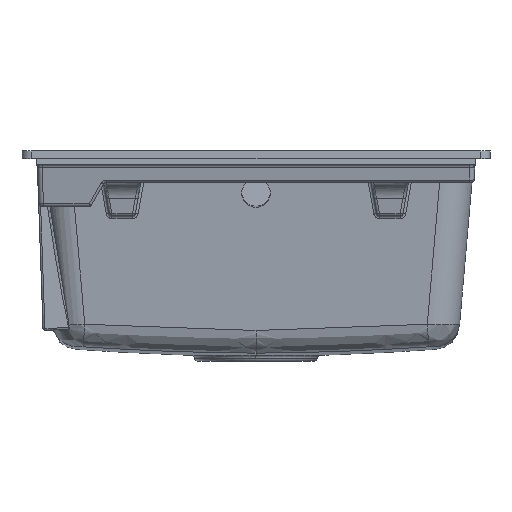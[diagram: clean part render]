
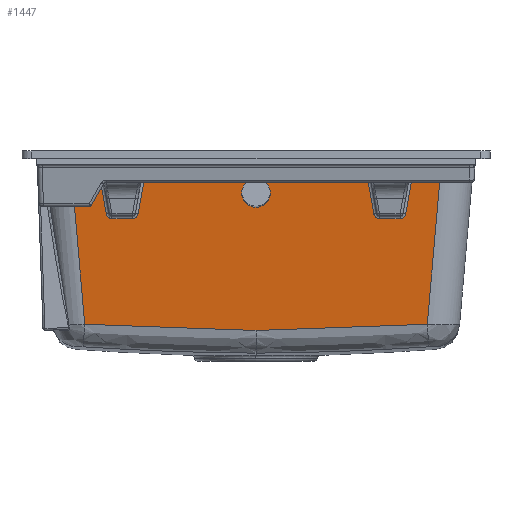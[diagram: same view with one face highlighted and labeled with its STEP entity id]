
A CAD part, left-side view. The second image highlights one B-rep face of the part: STEP entity #1447.
In plain terms, the highlighted planar face has unit normal (-0.996, 0, -0.087).
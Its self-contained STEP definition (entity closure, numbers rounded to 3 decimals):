
#473=B_SPLINE_CURVE_WITH_KNOTS('',3,(#16362,#16363,#16364,#16365),
 .UNSPECIFIED.,.F.,.F.,(4,4),(0.,1.),.UNSPECIFIED.);
#476=B_SPLINE_CURVE_WITH_KNOTS('',3,(#16413,#16414,#16415,#16416),
 .UNSPECIFIED.,.F.,.F.,(4,4),(0.,1.),.UNSPECIFIED.);
#533=B_SPLINE_CURVE_WITH_KNOTS('',3,(#20518,#20519,#20520,#20521,#20522,
#20523,#20524,#20525),.UNSPECIFIED.,.F.,.F.,(4,2,2,4),(0.,0.25,0.5,1.),
 .UNSPECIFIED.);
#535=B_SPLINE_CURVE_WITH_KNOTS('',3,(#20620,#20621,#20622,#20623,#20624,
#20625,#20626,#20627),.UNSPECIFIED.,.F.,.F.,(4,2,2,4),(0.,0.5,0.75,1.),
 .UNSPECIFIED.);
#583=ELLIPSE('',#6567,6.023,6.);
#584=ELLIPSE('',#6576,6.023,6.);
#585=ELLIPSE('',#6578,6.023,6.);
#586=ELLIPSE('',#6587,6.023,6.);
#737=FACE_BOUND('',#2329,.T.);
#738=FACE_BOUND('',#2330,.T.);
#745=CIRCLE('',#6244,15.);
#1447=ADVANCED_FACE('',(#737,#738),#1523,.T.);
#1523=PLANE('',#6816);
#2329=EDGE_LOOP('',(#4061,#4062,#4063,#4064,#4065,#4066,#4067,#4068,#4069,
#4070,#4071,#4072,#4073,#4074,#4075,#4076,#4077,#4078));
#2330=EDGE_LOOP('',(#4079));
#4061=ORIENTED_EDGE('',*,*,#5642,.T.);
#4062=ORIENTED_EDGE('',*,*,#5639,.T.);
#4063=ORIENTED_EDGE('',*,*,#5622,.T.);
#4064=ORIENTED_EDGE('',*,*,#5469,.T.);
#4065=ORIENTED_EDGE('',*,*,#5278,.T.);
#4066=ORIENTED_EDGE('',*,*,#5272,.T.);
#4067=ORIENTED_EDGE('',*,*,#5267,.T.);
#4068=ORIENTED_EDGE('',*,*,#5261,.T.);
#4069=ORIENTED_EDGE('',*,*,#5255,.T.);
#4070=ORIENTED_EDGE('',*,*,#5465,.T.);
#4071=ORIENTED_EDGE('',*,*,#5472,.T.);
#4072=ORIENTED_EDGE('',*,*,#5240,.T.);
#4073=ORIENTED_EDGE('',*,*,#5246,.T.);
#4074=ORIENTED_EDGE('',*,*,#5251,.T.);
#4075=ORIENTED_EDGE('',*,*,#5257,.T.);
#4076=ORIENTED_EDGE('',*,*,#5263,.T.);
#4077=ORIENTED_EDGE('',*,*,#5479,.T.);
#4078=ORIENTED_EDGE('',*,*,#5656,.T.);
#4079=ORIENTED_EDGE('',*,*,#4758,.F.);
#4227=VERTEX_POINT('',#8334);
#4532=VERTEX_POINT('',#12714);
#4535=VERTEX_POINT('',#12755);
#4539=VERTEX_POINT('',#12775);
#4541=VERTEX_POINT('',#12837);
#4542=VERTEX_POINT('',#12841);
#4545=VERTEX_POINT('',#12848);
#4546=VERTEX_POINT('',#12853);
#4549=VERTEX_POINT('',#12916);
#4550=VERTEX_POINT('',#12977);
#4553=VERTEX_POINT('',#12984);
#4556=VERTEX_POINT('',#12994);
#4560=VERTEX_POINT('',#13062);
#4636=VERTEX_POINT('',#16366);
#4639=VERTEX_POINT('',#16403);
#4644=VERTEX_POINT('',#16560);
#4722=VERTEX_POINT('',#20140);
#4731=VERTEX_POINT('',#20473);
#4733=VERTEX_POINT('',#20628);
#4758=EDGE_CURVE('',#4227,#4227,#745,.T.);
#5240=EDGE_CURVE('',#4532,#4535,#5811,.T.);
#5246=EDGE_CURVE('',#4535,#4539,#583,.T.);
#5251=EDGE_CURVE('',#4539,#4542,#5814,.T.);
#5255=EDGE_CURVE('',#4545,#4541,#5817,.T.);
#5257=EDGE_CURVE('',#4542,#4546,#584,.T.);
#5261=EDGE_CURVE('',#4549,#4545,#585,.T.);
#5263=EDGE_CURVE('',#4546,#4550,#5818,.T.);
#5267=EDGE_CURVE('',#4553,#4549,#5821,.T.);
#5272=EDGE_CURVE('',#4556,#4553,#586,.T.);
#5278=EDGE_CURVE('',#4560,#4556,#5825,.T.);
#5465=EDGE_CURVE('',#4541,#4636,#473,.T.);
#5469=EDGE_CURVE('',#4639,#4560,#5892,.T.);
#5472=EDGE_CURVE('',#4636,#4532,#476,.T.);
#5479=EDGE_CURVE('',#4550,#4644,#5894,.T.);
#5622=EDGE_CURVE('',#4722,#4639,#5948,.T.);
#5639=EDGE_CURVE('',#4731,#4722,#533,.T.);
#5642=EDGE_CURVE('',#4733,#4731,#535,.T.);
#5656=EDGE_CURVE('',#4644,#4733,#5951,.T.);
#5811=LINE('',#12757,#6094);
#5814=LINE('',#12843,#6097);
#5817=LINE('',#12850,#6100);
#5818=LINE('',#12979,#6101);
#5821=LINE('',#12986,#6104);
#5825=LINE('',#13064,#6108);
#5892=LINE('',#16402,#6175);
#5894=LINE('',#16559,#6177);
#5948=LINE('',#20139,#6231);
#5951=LINE('',#21775,#6234);
#6094=VECTOR('',#7620,1.);
#6097=VECTOR('',#7639,1.);
#6100=VECTOR('',#7646,1.);
#6101=VECTOR('',#7659,1.);
#6104=VECTOR('',#7666,1.);
#6108=VECTOR('',#7688,1.);
#6175=VECTOR('',#8009,1.);
#6177=VECTOR('',#8021,1.);
#6231=VECTOR('',#8209,1.);
#6234=VECTOR('',#8240,1.);
#6244=AXIS2_PLACEMENT_3D('',#8333,#6857,#6858);
#6567=AXIS2_PLACEMENT_3D('',#12777,#7629,#7630);
#6576=AXIS2_PLACEMENT_3D('',#12855,#7651,#7652);
#6578=AXIS2_PLACEMENT_3D('',#12927,#7655,#7656);
#6587=AXIS2_PLACEMENT_3D('',#13005,#7677,#7678);
#6816=AXIS2_PLACEMENT_3D('',#22159,#8268,#8269);
#6857=DIRECTION('',(-0.996,0.,-0.087));
#6858=DIRECTION('',(-0.087,0.,0.996));
#7620=DIRECTION('',(0.086,0.173,-0.981));
#7629=DIRECTION('',(0.996,0.,0.087));
#7630=DIRECTION('',(0.087,0.,-0.996));
#7639=DIRECTION('',(0.,1.,0.));
#7646=DIRECTION('',(-0.086,0.173,0.981));
#7651=DIRECTION('',(0.996,0.,0.087));
#7652=DIRECTION('',(-0.087,0.,0.996));
#7655=DIRECTION('',(0.996,0.,0.087));
#7656=DIRECTION('',(-0.087,0.,0.996));
#7659=DIRECTION('',(-0.086,0.173,0.981));
#7666=DIRECTION('',(0.,1.,0.));
#7677=DIRECTION('',(0.996,0.,0.087));
#7678=DIRECTION('',(0.087,0.,-0.996));
#7688=DIRECTION('',(0.086,0.173,-0.981));
#8009=DIRECTION('',(0.,1.,0.));
#8021=DIRECTION('',(0.,1.,0.));
#8209=DIRECTION('',(-0.087,-0.087,0.992));
#8240=DIRECTION('',(0.087,-0.087,-0.992));
#8268=DIRECTION('',(-0.996,0.,-0.087));
#8269=DIRECTION('',(-0.087,0.,0.996));
#8333=CARTESIAN_POINT('',(34.804,0.,-44.089));
#8334=CARTESIAN_POINT('',(33.496,0.,-29.146));
#12714=CARTESIAN_POINT('',(33.148,116.225,-25.16));
#12755=CARTESIAN_POINT('',(36.702,123.388,-65.78));
#12757=CARTESIAN_POINT('',(36.723,123.432,-66.03));
#12775=CARTESIAN_POINT('',(37.135,129.296,-70.739));
#12777=CARTESIAN_POINT('',(36.61,129.296,-64.739));
#12837=CARTESIAN_POINT('',(33.148,-116.225,-25.16));
#12841=CARTESIAN_POINT('',(37.135,150.919,-70.739));
#12843=CARTESIAN_POINT('',(37.135,150.919,-70.739));
#12848=CARTESIAN_POINT('',(36.702,-123.388,-65.78));
#12850=CARTESIAN_POINT('',(33.192,-116.315,-25.67));
#12853=CARTESIAN_POINT('',(36.702,156.828,-65.78));
#12855=CARTESIAN_POINT('',(36.61,150.919,-64.739));
#12916=CARTESIAN_POINT('',(37.135,-129.296,-70.739));
#12927=CARTESIAN_POINT('',(36.61,-129.296,-64.739));
#12977=CARTESIAN_POINT('',(32.458,165.38,-17.279));
#12979=CARTESIAN_POINT('',(32.524,165.247,-18.033));
#12984=CARTESIAN_POINT('',(37.135,-150.919,-70.739));
#12986=CARTESIAN_POINT('',(37.135,-129.296,-70.739));
#12994=CARTESIAN_POINT('',(36.702,-156.828,-65.78));
#13005=CARTESIAN_POINT('',(36.61,-150.919,-64.739));
#13062=CARTESIAN_POINT('',(32.458,-165.38,-17.279));
#13064=CARTESIAN_POINT('',(36.723,-156.784,-66.03));
#16362=CARTESIAN_POINT('',(33.148,-116.225,-25.16));
#16363=CARTESIAN_POINT('',(33.146,-77.483,-25.145));
#16364=CARTESIAN_POINT('',(33.148,-38.742,-25.161));
#16365=CARTESIAN_POINT('',(33.148,0.,-25.161));
#16366=CARTESIAN_POINT('',(33.148,0.,-25.161));
#16402=CARTESIAN_POINT('',(32.458,215.,-17.279));
#16403=CARTESIAN_POINT('',(32.458,-193.671,-17.279));
#16413=CARTESIAN_POINT('',(33.148,0.,-25.161));
#16414=CARTESIAN_POINT('',(33.148,38.742,-25.161));
#16415=CARTESIAN_POINT('',(33.146,77.483,-25.145));
#16416=CARTESIAN_POINT('',(33.148,116.225,-25.16));
#16559=CARTESIAN_POINT('',(32.458,-215.,-17.279));
#16560=CARTESIAN_POINT('',(32.458,193.671,-17.279));
#20139=CARTESIAN_POINT('',(30.903,-195.226,0.497));
#20140=CARTESIAN_POINT('',(46.824,-179.306,-181.479));
#20473=CARTESIAN_POINT('',(47.392,0.,-187.967));
#20518=CARTESIAN_POINT('',(47.392,0.,-187.967));
#20519=CARTESIAN_POINT('',(47.392,-14.961,-187.967));
#20520=CARTESIAN_POINT('',(47.371,-29.916,-187.738));
#20521=CARTESIAN_POINT('',(47.315,-59.816,-187.096));
#20522=CARTESIAN_POINT('',(47.277,-74.762,-186.66));
#20523=CARTESIAN_POINT('',(47.134,-119.588,-185.026));
#20524=CARTESIAN_POINT('',(47.002,-149.457,-183.515));
#20525=CARTESIAN_POINT('',(46.824,-179.306,-181.478));
#20620=CARTESIAN_POINT('',(46.824,179.306,-181.478));
#20621=CARTESIAN_POINT('',(47.002,149.456,-183.515));
#20622=CARTESIAN_POINT('',(47.134,119.588,-185.027));
#20623=CARTESIAN_POINT('',(47.277,74.762,-186.66));
#20624=CARTESIAN_POINT('',(47.315,59.816,-187.096));
#20625=CARTESIAN_POINT('',(47.371,29.915,-187.738));
#20626=CARTESIAN_POINT('',(47.392,14.962,-187.967));
#20627=CARTESIAN_POINT('',(47.392,0.,-187.967));
#20628=CARTESIAN_POINT('',(46.824,179.306,-181.478));
#21775=CARTESIAN_POINT('',(34.145,191.985,-36.556));
#22159=CARTESIAN_POINT('',(31.053,-215.,-1.22));
